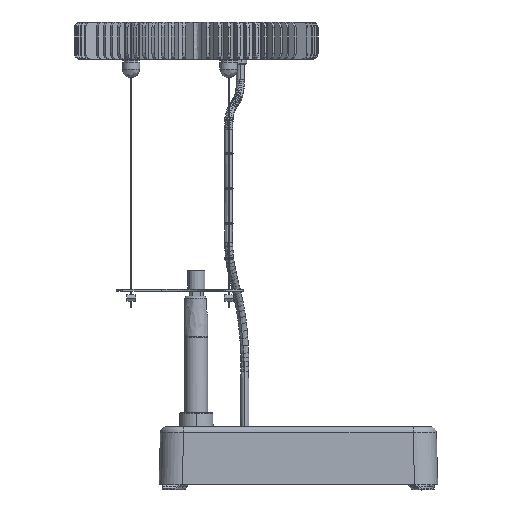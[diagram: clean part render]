
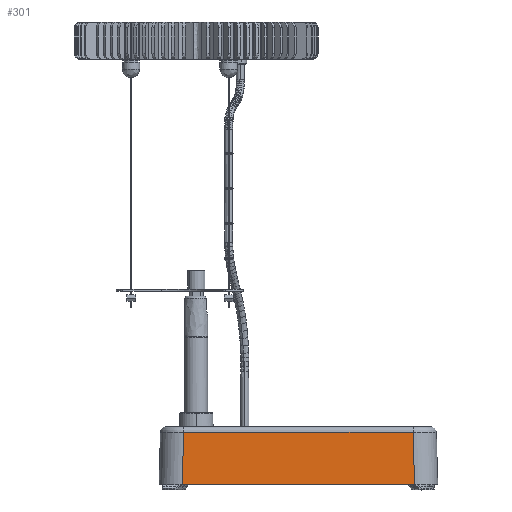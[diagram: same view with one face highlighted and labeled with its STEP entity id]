
A CAD part, front view. The second image highlights one B-rep face of the part: STEP entity #301.
In plain terms, the highlighted planar face has unit normal (0, -1, 0.026).
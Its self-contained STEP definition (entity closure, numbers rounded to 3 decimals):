
#301=ADVANCED_FACE('',(#1812),#24059,.T.);
#1812=FACE_OUTER_BOUND('',#3331,.T.);
#3331=EDGE_LOOP('',(#5242,#5243,#5244,#5245));
#5242=ORIENTED_EDGE('',*,*,#13233,.F.);
#5243=ORIENTED_EDGE('',*,*,#13220,.F.);
#5244=ORIENTED_EDGE('',*,*,#13226,.F.);
#5245=ORIENTED_EDGE('',*,*,#13235,.F.);
#13220=EDGE_CURVE('',#21451,#21454,#17317,.T.);
#13226=EDGE_CURVE('',#21457,#21451,#17323,.T.);
#13233=EDGE_CURVE('',#21454,#21462,#17330,.T.);
#13235=EDGE_CURVE('',#21462,#21457,#20048,.T.);
#17317=(
BOUNDED_CURVE()
B_SPLINE_CURVE(1,(#29370,#29371),.UNSPECIFIED.,.F.,.F.)
B_SPLINE_CURVE_WITH_KNOTS((2,2),(-197.65,0.),.UNSPECIFIED.)
CURVE()
GEOMETRIC_REPRESENTATION_ITEM()
RATIONAL_B_SPLINE_CURVE((1.,1.))
REPRESENTATION_ITEM('')
);
#17323=(
BOUNDED_CURVE()
B_SPLINE_CURVE(1,(#29400,#29401),.UNSPECIFIED.,.F.,.F.)
B_SPLINE_CURVE_WITH_KNOTS((2,2),(-45.162,0.),.UNSPECIFIED.)
CURVE()
GEOMETRIC_REPRESENTATION_ITEM()
RATIONAL_B_SPLINE_CURVE((1.,1.))
REPRESENTATION_ITEM('')
);
#17330=(
BOUNDED_CURVE()
B_SPLINE_CURVE(1,(#29414,#29415),.UNSPECIFIED.,.F.,.F.)
B_SPLINE_CURVE_WITH_KNOTS((2,2),(-45.162,0.),.UNSPECIFIED.)
CURVE()
GEOMETRIC_REPRESENTATION_ITEM()
RATIONAL_B_SPLINE_CURVE((1.,1.))
REPRESENTATION_ITEM('')
);
#20048=B_SPLINE_CURVE_WITH_KNOTS('',1,(#29421,#29422),.UNSPECIFIED.,.F.,
 .F.,(2,2),(-200.014,0.),.UNSPECIFIED.);
#21451=VERTEX_POINT('',#28745);
#21454=VERTEX_POINT('',#28748);
#21457=VERTEX_POINT('',#28751);
#21462=VERTEX_POINT('',#28756);
#24059=PLANE('',#25830);
#25830=AXIS2_PLACEMENT_3D('',#28550,#26252,$);
#26252=DIRECTION('',(0.,-1.,0.026));
#28550=CARTESIAN_POINT('',(-0.618,-93.684,50.269));
#28745=CARTESIAN_POINT('',(21.175,-93.818,45.131));
#28748=CARTESIAN_POINT('',(218.825,-93.818,45.131));
#28751=CARTESIAN_POINT('',(19.993,-95.,0.));
#28756=CARTESIAN_POINT('',(220.007,-95.,0.));
#29370=CARTESIAN_POINT('',(21.175,-93.818,45.131));
#29371=CARTESIAN_POINT('',(218.825,-93.818,45.131));
#29400=CARTESIAN_POINT('',(19.993,-95.,0.));
#29401=CARTESIAN_POINT('',(21.175,-93.818,45.131));
#29414=CARTESIAN_POINT('',(218.825,-93.818,45.131));
#29415=CARTESIAN_POINT('',(220.007,-95.,0.));
#29421=CARTESIAN_POINT('',(220.007,-95.,0.));
#29422=CARTESIAN_POINT('',(19.993,-95.,0.));
